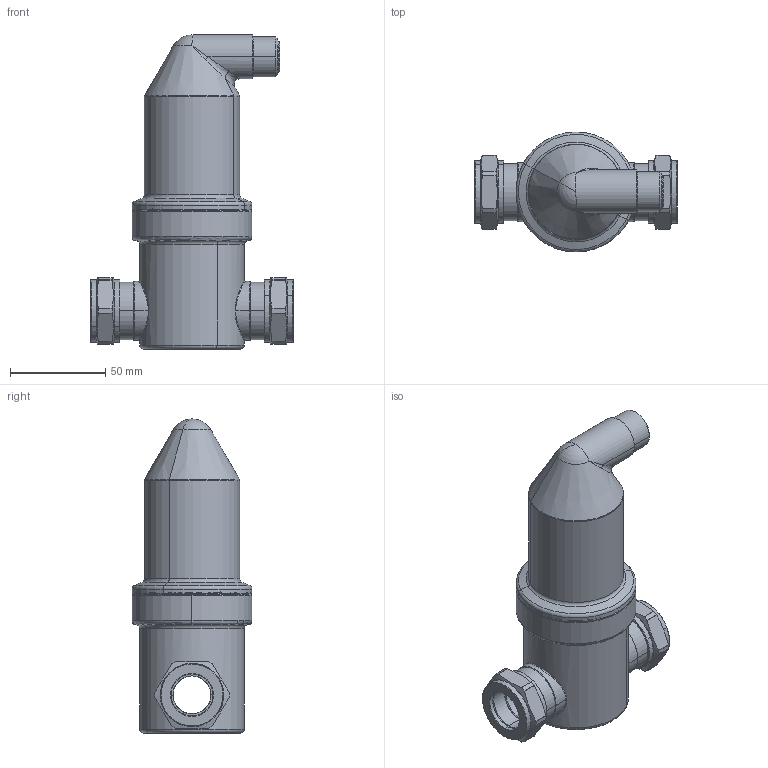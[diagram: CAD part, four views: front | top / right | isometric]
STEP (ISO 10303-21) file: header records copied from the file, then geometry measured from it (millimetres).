
FILE_DESCRIPTION(('CATIA V5 STEP Exchange'),'2;1');
FILE_NAME('REF-001649_BL00_V00.stp','2012-07-20T07:45:17+00:00',('none'),('none'),'CATIA Version 5 Release 18 SP 5 (IN-10)','CATIA V5 STEP AP214','none');
FILE_SCHEMA(('AUTOMOTIVE_DESIGN { 1 0 10303 214 1 1 1 1 }'));
Length unit declared in the file: millimetre
Products named in the file (17): REF-001649_BL00_V00; REF-000911_BL00_V00; REF-000910_BL00_V00; REF-000909_BL00_V00; REF-000908_BL00_V00; REF-000841_BL00_V00; REF-000840_BL00_V00; REF-000834_BL00_V00; REF-000833_BL00_V00; REF-000832_BL00_V00; REF-000831_BL00_V00; REF-000830_BL00_V00; REF-000839_BL00_V00; REF-000838_BL00_V00; REF-000837_BL00_V00; REF-000836_BL00_V00; REF-000835_BL00_V00
Assembly tree (20 placements, depth 4):
  REF-001649_BL00_V00
    REF-000911_BL00_V00
      REF-000910_BL00_V00
      REF-000909_BL00_V00  x2
      REF-000908_BL00_V00  x2
    REF-000841_BL00_V00
      REF-000840_BL00_V00
        REF-000834_BL00_V00
        REF-000833_BL00_V00
        REF-000832_BL00_V00
        REF-000831_BL00_V00
        REF-000830_BL00_V00
      REF-000839_BL00_V00
      REF-000838_BL00_V00  x3
      REF-000837_BL00_V00
      REF-000836_BL00_V00
      REF-000835_BL00_V00
Bounding box: 106.4 x 63 x 165 mm (x, y, z)
Volume: 157758.6 mm3; surface area: 97081.1 mm2
Topology: 17 solids, 17 shells, 577 faces, 1403 edges, 841 vertices
Faces by surface type: cylinder 205, torus 112, cone 105, plane 87, bspline 60, sphere 8
Entity records: 16808 total; most frequent: CARTESIAN_POINT 7519, ORIENTED_EDGE 1998, DIRECTION 1424, EDGE_CURVE 999, AXIS2_PLACEMENT_3D 829, VERTEX_POINT 587, EDGE_LOOP 488, CIRCLE 486
